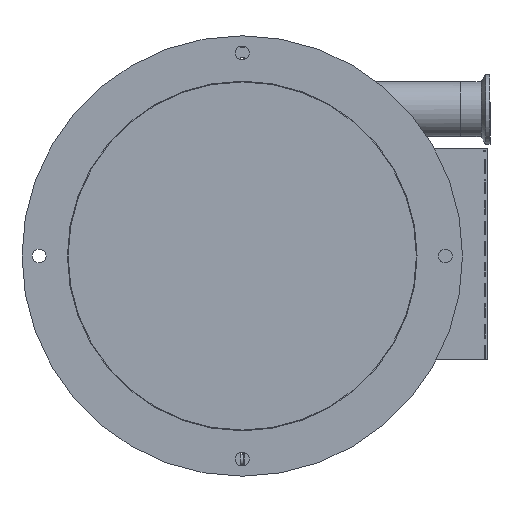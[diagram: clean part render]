
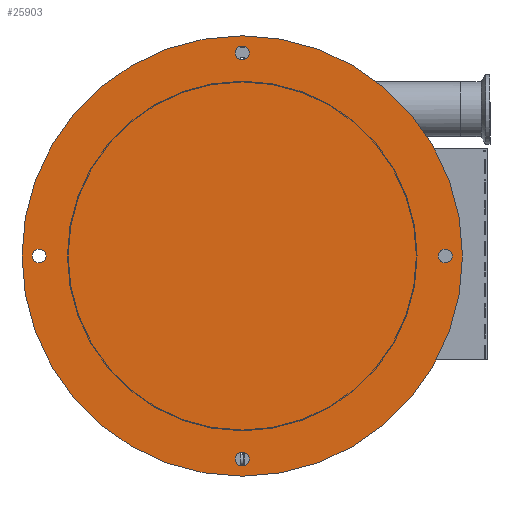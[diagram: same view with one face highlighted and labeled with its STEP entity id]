
A CAD part, front view. The second image highlights one B-rep face of the part: STEP entity #25903.
In plain terms, the highlighted planar face has unit normal (0, -1, 0).
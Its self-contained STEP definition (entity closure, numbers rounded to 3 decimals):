
#793=FACE_BOUND('',#4824,.T.);
#794=FACE_BOUND('',#4825,.T.);
#795=FACE_BOUND('',#4826,.T.);
#796=FACE_BOUND('',#4827,.T.);
#3234=FACE_OUTER_BOUND('',#4823,.T.);
#4823=EDGE_LOOP('',(#21985,#21986));
#4824=EDGE_LOOP('',(#21987));
#4825=EDGE_LOOP('',(#21988));
#4826=EDGE_LOOP('',(#21989));
#4827=EDGE_LOOP('',(#21990));
#9120=CIRCLE('',#28754,0.5);
#9122=CIRCLE('',#28757,0.5);
#9124=CIRCLE('',#28760,0.5);
#9126=CIRCLE('',#28763,0.5);
#9148=CIRCLE('',#28796,16.);
#9149=CIRCLE('',#28797,16.);
#11370=VERTEX_POINT('',#56180);
#11372=VERTEX_POINT('',#56186);
#11374=VERTEX_POINT('',#56192);
#11376=VERTEX_POINT('',#56198);
#11396=VERTEX_POINT('',#56257);
#11397=VERTEX_POINT('',#56258);
#14941=EDGE_CURVE('',#11370,#11370,#9120,.T.);
#14944=EDGE_CURVE('',#11372,#11372,#9122,.T.);
#14947=EDGE_CURVE('',#11374,#11374,#9124,.T.);
#14950=EDGE_CURVE('',#11376,#11376,#9126,.T.);
#14977=EDGE_CURVE('',#11396,#11397,#9148,.T.);
#14978=EDGE_CURVE('',#11397,#11396,#9149,.T.);
#21985=ORIENTED_EDGE('',*,*,#14977,.T.);
#21986=ORIENTED_EDGE('',*,*,#14978,.T.);
#21987=ORIENTED_EDGE('',*,*,#14941,.T.);
#21988=ORIENTED_EDGE('',*,*,#14944,.T.);
#21989=ORIENTED_EDGE('',*,*,#14947,.T.);
#21990=ORIENTED_EDGE('',*,*,#14950,.T.);
#23004=PLANE('',#28795);
#25903=ADVANCED_FACE('',(#3234,#793,#794,#795,#796),#23004,.T.);
#28754=AXIS2_PLACEMENT_3D('',#56182,#35476,#35477);
#28757=AXIS2_PLACEMENT_3D('',#56188,#35483,#35484);
#28760=AXIS2_PLACEMENT_3D('',#56194,#35490,#35491);
#28763=AXIS2_PLACEMENT_3D('',#56200,#35497,#35498);
#28795=AXIS2_PLACEMENT_3D('',#56256,#35566,#35567);
#28796=AXIS2_PLACEMENT_3D('',#56259,#35568,#35569);
#28797=AXIS2_PLACEMENT_3D('',#56260,#35570,#35571);
#35476=DIRECTION('center_axis',(0.,1.,0.));
#35477=DIRECTION('ref_axis',(-1.,0.,0.));
#35483=DIRECTION('center_axis',(0.,1.,0.));
#35484=DIRECTION('ref_axis',(-1.,0.,0.));
#35490=DIRECTION('center_axis',(0.,1.,0.));
#35491=DIRECTION('ref_axis',(-1.,0.,0.));
#35497=DIRECTION('center_axis',(0.,1.,0.));
#35498=DIRECTION('ref_axis',(-1.,0.,0.));
#35566=DIRECTION('center_axis',(0.,-1.,0.));
#35567=DIRECTION('ref_axis',(0.,0.,
-1.));
#35568=DIRECTION('center_axis',(0.,-1.,0.));
#35569=DIRECTION('ref_axis',(1.,0.,0.));
#35570=DIRECTION('center_axis',(0.,-1.,0.));
#35571=DIRECTION('ref_axis',(1.,0.,0.));
#56180=CARTESIAN_POINT('',(-49.008,-7.42,14.736));
#56182=CARTESIAN_POINT('Origin',(-49.508,-7.42,14.736));
#56186=CARTESIAN_POINT('',(-49.008,-7.42,-14.764));
#56188=CARTESIAN_POINT('Origin',(-49.508,-7.42,-14.764));
#56192=CARTESIAN_POINT('',(-63.758,-7.42,-0.014));
#56194=CARTESIAN_POINT('Origin',(-64.258,-7.42,-0.014));
#56198=CARTESIAN_POINT('',(-34.258,-7.42,-0.014));
#56200=CARTESIAN_POINT('Origin',(-34.758,-7.42,-0.014));
#56256=CARTESIAN_POINT('Origin',(-49.508,-7.42,-0.014));
#56257=CARTESIAN_POINT('',(-33.508,-7.42,-0.014));
#56258=CARTESIAN_POINT('',(-65.508,-7.42,-0.014));
#56259=CARTESIAN_POINT('Origin',(-49.508,-7.42,-0.014));
#56260=CARTESIAN_POINT('Origin',(-49.508,-7.42,-0.014));
